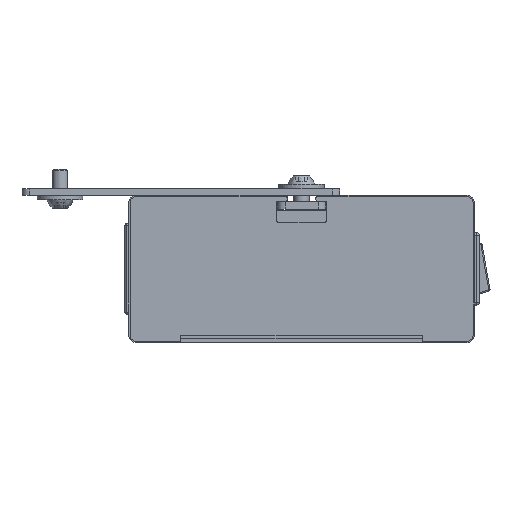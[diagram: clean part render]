
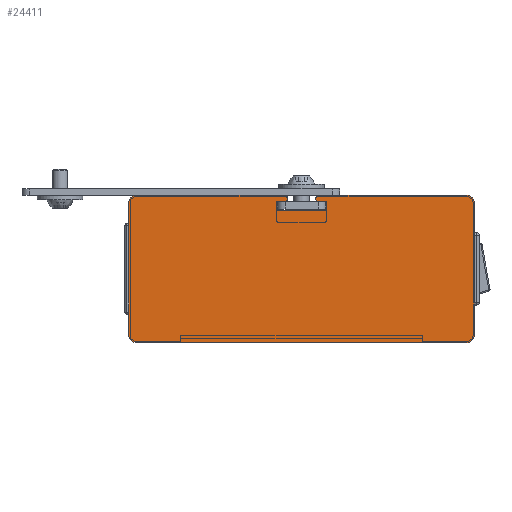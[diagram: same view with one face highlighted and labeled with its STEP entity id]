
A CAD part, left-side view. The second image highlights one B-rep face of the part: STEP entity #24411.
In plain terms, the highlighted planar face has unit normal (-1, 0, 0).
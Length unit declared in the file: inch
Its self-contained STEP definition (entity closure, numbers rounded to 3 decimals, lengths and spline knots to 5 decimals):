
#734=PLANE('',#26165);
#1837=LINE('',#34129,#5014);
#1842=LINE('',#34142,#5019);
#1846=LINE('',#34154,#5023);
#1850=LINE('',#34166,#5027);
#1854=LINE('',#34178,#5031);
#1858=LINE('',#34190,#5035);
#1862=LINE('',#34202,#5039);
#1866=LINE('',#34214,#5043);
#1870=LINE('',#34226,#5047);
#1874=LINE('',#34238,#5051);
#1878=LINE('',#34250,#5055);
#1882=LINE('',#34262,#5059);
#5014=VECTOR('',#27813,1.);
#5019=VECTOR('',#27826,1.);
#5023=VECTOR('',#27838,1.);
#5027=VECTOR('',#27850,1.);
#5031=VECTOR('',#27862,1.);
#5035=VECTOR('',#27874,1.);
#5039=VECTOR('',#27886,1.);
#5043=VECTOR('',#27898,1.);
#5047=VECTOR('',#27910,1.);
#5051=VECTOR('',#27922,1.);
#5055=VECTOR('',#27934,1.);
#5059=VECTOR('',#27946,1.);
#8342=FACE_OUTER_BOUND('',#9598,.T.);
#9598=EDGE_LOOP('',(#17608,#17609,#17610,#17611,#17612,#17613,#17614,#17615,
#17616,#17617,#17618,#17619,#17620,#17621,#17622,#17623,#17624,#17625,#17626,
#17627,#17628,#17629,#17630,#17631));
#11297=CIRCLE('',#26119,0.00787);
#11299=CIRCLE('',#26123,0.00787);
#11301=CIRCLE('',#26127,0.00787);
#11303=CIRCLE('',#26131,0.00787);
#11305=CIRCLE('',#26135,0.02953);
#11307=CIRCLE('',#26139,0.02953);
#11309=CIRCLE('',#26143,0.11811);
#11311=CIRCLE('',#26147,0.11811);
#11313=CIRCLE('',#26151,0.11811);
#11315=CIRCLE('',#26155,0.11811);
#11317=CIRCLE('',#26159,0.02953);
#11319=CIRCLE('',#26163,0.02953);
#11591=VERTEX_POINT('',#34126);
#11592=VERTEX_POINT('',#34128);
#11594=VERTEX_POINT('',#34134);
#11596=VERTEX_POINT('',#34140);
#11598=VERTEX_POINT('',#34146);
#11600=VERTEX_POINT('',#34152);
#11602=VERTEX_POINT('',#34158);
#11604=VERTEX_POINT('',#34164);
#11606=VERTEX_POINT('',#34170);
#11608=VERTEX_POINT('',#34176);
#11610=VERTEX_POINT('',#34182);
#11612=VERTEX_POINT('',#34188);
#11614=VERTEX_POINT('',#34194);
#11616=VERTEX_POINT('',#34200);
#11618=VERTEX_POINT('',#34206);
#11620=VERTEX_POINT('',#34212);
#11622=VERTEX_POINT('',#34218);
#11624=VERTEX_POINT('',#34224);
#11626=VERTEX_POINT('',#34230);
#11628=VERTEX_POINT('',#34236);
#11630=VERTEX_POINT('',#34242);
#11632=VERTEX_POINT('',#34248);
#11634=VERTEX_POINT('',#34254);
#11636=VERTEX_POINT('',#34260);
#13928=EDGE_CURVE('',#11591,#11592,#1837,.T.);
#13932=EDGE_CURVE('',#11591,#11594,#11297,.T.);
#13935=EDGE_CURVE('',#11594,#11596,#1842,.T.);
#13938=EDGE_CURVE('',#11596,#11598,#11299,.T.);
#13941=EDGE_CURVE('',#11598,#11600,#1846,.T.);
#13944=EDGE_CURVE('',#11600,#11602,#11301,.T.);
#13947=EDGE_CURVE('',#11604,#11602,#1850,.T.);
#13950=EDGE_CURVE('',#11604,#11606,#11303,.T.);
#13953=EDGE_CURVE('',#11606,#11608,#1854,.T.);
#13956=EDGE_CURVE('',#11610,#11608,#11305,.T.);
#13959=EDGE_CURVE('',#11612,#11610,#1858,.T.);
#13962=EDGE_CURVE('',#11614,#11612,#11307,.T.);
#13965=EDGE_CURVE('',#11614,#11616,#1862,.T.);
#13968=EDGE_CURVE('',#11618,#11616,#11309,.T.);
#13971=EDGE_CURVE('',#11618,#11620,#1866,.T.);
#13974=EDGE_CURVE('',#11622,#11620,#11311,.T.);
#13977=EDGE_CURVE('',#11622,#11624,#1870,.T.);
#13980=EDGE_CURVE('',#11626,#11624,#11313,.T.);
#13983=EDGE_CURVE('',#11626,#11628,#1874,.T.);
#13986=EDGE_CURVE('',#11630,#11628,#11315,.T.);
#13989=EDGE_CURVE('',#11630,#11632,#1878,.T.);
#13992=EDGE_CURVE('',#11634,#11632,#11317,.T.);
#13995=EDGE_CURVE('',#11634,#11636,#1882,.T.);
#13997=EDGE_CURVE('',#11592,#11636,#11319,.T.);
#17608=ORIENTED_EDGE('',*,*,#13997,.F.);
#17609=ORIENTED_EDGE('',*,*,#13928,.F.);
#17610=ORIENTED_EDGE('',*,*,#13932,.T.);
#17611=ORIENTED_EDGE('',*,*,#13935,.T.);
#17612=ORIENTED_EDGE('',*,*,#13938,.T.);
#17613=ORIENTED_EDGE('',*,*,#13941,.T.);
#17614=ORIENTED_EDGE('',*,*,#13944,.T.);
#17615=ORIENTED_EDGE('',*,*,#13947,.F.);
#17616=ORIENTED_EDGE('',*,*,#13950,.T.);
#17617=ORIENTED_EDGE('',*,*,#13953,.T.);
#17618=ORIENTED_EDGE('',*,*,#13956,.F.);
#17619=ORIENTED_EDGE('',*,*,#13959,.F.);
#17620=ORIENTED_EDGE('',*,*,#13962,.F.);
#17621=ORIENTED_EDGE('',*,*,#13965,.T.);
#17622=ORIENTED_EDGE('',*,*,#13968,.F.);
#17623=ORIENTED_EDGE('',*,*,#13971,.T.);
#17624=ORIENTED_EDGE('',*,*,#13974,.F.);
#17625=ORIENTED_EDGE('',*,*,#13977,.T.);
#17626=ORIENTED_EDGE('',*,*,#13980,.F.);
#17627=ORIENTED_EDGE('',*,*,#13983,.T.);
#17628=ORIENTED_EDGE('',*,*,#13986,.F.);
#17629=ORIENTED_EDGE('',*,*,#13989,.T.);
#17630=ORIENTED_EDGE('',*,*,#13992,.F.);
#17631=ORIENTED_EDGE('',*,*,#13995,.T.);
#24411=ADVANCED_FACE('',(#8342),#734,.F.);
#26119=AXIS2_PLACEMENT_3D('',#34136,#27820,#27821);
#26123=AXIS2_PLACEMENT_3D('',#34148,#27832,#27833);
#26127=AXIS2_PLACEMENT_3D('',#34160,#27844,#27845);
#26131=AXIS2_PLACEMENT_3D('',#34172,#27856,#27857);
#26135=AXIS2_PLACEMENT_3D('',#34184,#27868,#27869);
#26139=AXIS2_PLACEMENT_3D('',#34196,#27880,#27881);
#26143=AXIS2_PLACEMENT_3D('',#34208,#27892,#27893);
#26147=AXIS2_PLACEMENT_3D('',#34220,#27904,#27905);
#26151=AXIS2_PLACEMENT_3D('',#34232,#27916,#27917);
#26155=AXIS2_PLACEMENT_3D('',#34244,#27928,#27929);
#26159=AXIS2_PLACEMENT_3D('',#34256,#27940,#27941);
#26163=AXIS2_PLACEMENT_3D('',#34265,#27951,#27952);
#26165=AXIS2_PLACEMENT_3D('',#34267,#27955,#27956);
#27813=DIRECTION('',(0.,1.,0.));
#27820=DIRECTION('center_axis',(1.,0.,0.));
#27821=DIRECTION('ref_axis',(0.,1.,0.));
#27826=DIRECTION('',(0.,0.,-1.));
#27832=DIRECTION('center_axis',(1.,0.,0.));
#27833=DIRECTION('ref_axis',(0.,1.,0.));
#27838=DIRECTION('',(0.,1.,0.));
#27844=DIRECTION('center_axis',(1.,0.,0.));
#27845=DIRECTION('ref_axis',(0.,1.,0.));
#27850=DIRECTION('',(0.,0.,-1.));
#27856=DIRECTION('center_axis',(1.,0.,0.));
#27857=DIRECTION('ref_axis',(0.,1.,0.));
#27862=DIRECTION('',(0.,-1.,0.));
#27868=DIRECTION('center_axis',(1.,0.,0.));
#27869=DIRECTION('ref_axis',(0.,1.,0.));
#27874=DIRECTION('',(0.,0.,-1.));
#27880=DIRECTION('center_axis',(1.,0.,0.));
#27881=DIRECTION('ref_axis',(0.,1.,0.));
#27886=DIRECTION('',(0.,1.,0.));
#27892=DIRECTION('center_axis',(1.,0.,0.));
#27893=DIRECTION('ref_axis',(0.,1.,0.));
#27898=DIRECTION('',(0.,0.,-1.));
#27904=DIRECTION('center_axis',(1.,0.,0.));
#27905=DIRECTION('ref_axis',(0.,1.,0.));
#27910=DIRECTION('',(0.,-1.,0.));
#27916=DIRECTION('center_axis',(1.,0.,0.));
#27917=DIRECTION('ref_axis',(0.,1.,0.));
#27922=DIRECTION('',(0.,0.,1.));
#27928=DIRECTION('center_axis',(1.,0.,0.));
#27929=DIRECTION('ref_axis',(0.,1.,0.));
#27934=DIRECTION('',(0.,1.,0.));
#27940=DIRECTION('center_axis',(1.,0.,0.));
#27941=DIRECTION('ref_axis',(0.,1.,0.));
#27946=DIRECTION('',(0.,0.,-1.));
#27951=DIRECTION('center_axis',(1.,0.,0.));
#27952=DIRECTION('ref_axis',(0.,1.,0.));
#27955=DIRECTION('center_axis',(1.,0.,0.));
#27956=DIRECTION('ref_axis',(0.,1.,0.));
#34126=CARTESIAN_POINT('',(0.,-0.37992,2.18898));
#34128=CARTESIAN_POINT('',(0.,-0.25197,2.18898));
#34129=CARTESIAN_POINT('',(0.,-0.37992,2.18898));
#34134=CARTESIAN_POINT('',(0.,-0.3878,2.1811));
#34136=CARTESIAN_POINT('Origin',(0.,-0.37992,2.1811));
#34140=CARTESIAN_POINT('',(0.,-0.3878,2.05118));
#34142=CARTESIAN_POINT('',(0.,-0.3878,2.1811));
#34146=CARTESIAN_POINT('',(0.,-0.37992,2.04331));
#34148=CARTESIAN_POINT('Origin',(0.,-0.37992,2.05118));
#34152=CARTESIAN_POINT('',(0.,0.37992,2.04331));
#34154=CARTESIAN_POINT('',(0.,-0.37992,2.04331));
#34158=CARTESIAN_POINT('',(0.,0.3878,2.05118));
#34160=CARTESIAN_POINT('Origin',(0.,0.37992,2.05118));
#34164=CARTESIAN_POINT('',(0.,0.3878,2.1811));
#34166=CARTESIAN_POINT('',(0.,0.3878,2.1811));
#34170=CARTESIAN_POINT('',(0.,0.37992,2.18898));
#34172=CARTESIAN_POINT('Origin',(0.,0.37992,2.1811));
#34176=CARTESIAN_POINT('',(0.,0.25197,2.18898));
#34178=CARTESIAN_POINT('',(0.,0.37992,2.18898));
#34182=CARTESIAN_POINT('',(0.,0.22244,2.2185));
#34184=CARTESIAN_POINT('Origin',(0.,0.25197,2.2185));
#34188=CARTESIAN_POINT('',(0.,0.22244,2.25394));
#34190=CARTESIAN_POINT('',(0.,0.22244,2.25394));
#34194=CARTESIAN_POINT('',(0.,0.25197,2.28346));
#34196=CARTESIAN_POINT('Origin',(0.,0.25197,2.25394));
#34200=CARTESIAN_POINT('',(0.,2.55906,2.28346));
#34202=CARTESIAN_POINT('',(0.,0.25197,2.28346));
#34206=CARTESIAN_POINT('',(0.,2.67717,2.16535));
#34208=CARTESIAN_POINT('Origin',(0.,2.55906,2.16535));
#34212=CARTESIAN_POINT('',(0.,2.67717,0.11811));
#34214=CARTESIAN_POINT('',(0.,2.67717,2.16535));
#34218=CARTESIAN_POINT('',(0.,2.55906,0.));
#34220=CARTESIAN_POINT('Origin',(0.,2.55906,0.11811));
#34224=CARTESIAN_POINT('',(0.,-2.55906,0.));
#34226=CARTESIAN_POINT('',(0.,2.55906,0.));
#34230=CARTESIAN_POINT('',(0.,-2.67717,0.11811));
#34232=CARTESIAN_POINT('Origin',(0.,-2.55906,0.11811));
#34236=CARTESIAN_POINT('',(0.,-2.67717,2.16535));
#34238=CARTESIAN_POINT('',(0.,-2.67717,0.11811));
#34242=CARTESIAN_POINT('',(0.,-2.55906,2.28346));
#34244=CARTESIAN_POINT('Origin',(0.,-2.55906,2.16535));
#34248=CARTESIAN_POINT('',(0.,-0.25197,2.28346));
#34250=CARTESIAN_POINT('',(0.,-2.55906,2.28346));
#34254=CARTESIAN_POINT('',(0.,-0.22244,2.25394));
#34256=CARTESIAN_POINT('Origin',(0.,-0.25197,2.25394));
#34260=CARTESIAN_POINT('',(0.,-0.22244,2.2185));
#34262=CARTESIAN_POINT('',(0.,-0.22244,2.25394));
#34265=CARTESIAN_POINT('Origin',(0.,-0.25197,2.2185));
#34267=CARTESIAN_POINT('Origin',(0.,0.,1.20116));
